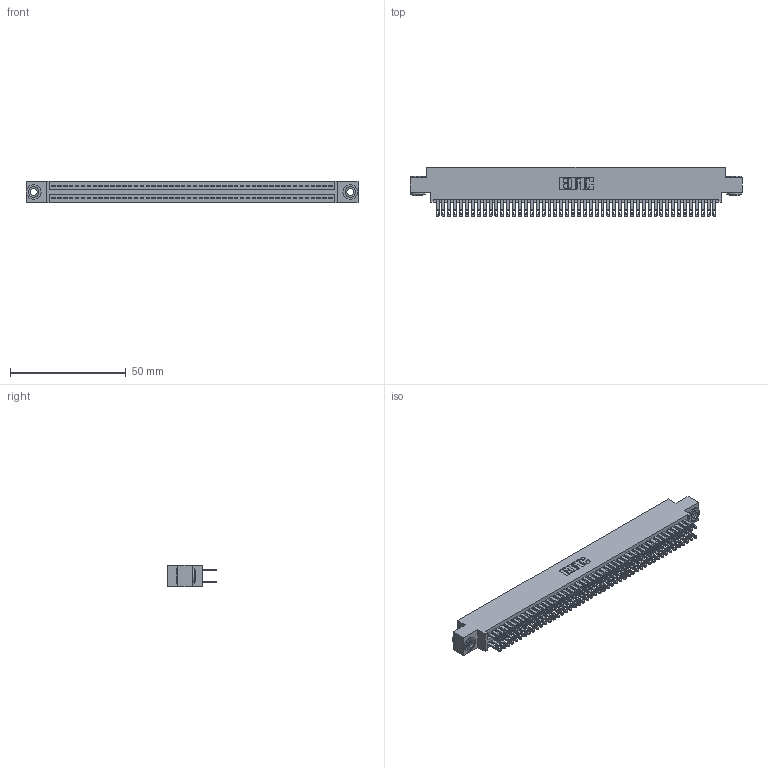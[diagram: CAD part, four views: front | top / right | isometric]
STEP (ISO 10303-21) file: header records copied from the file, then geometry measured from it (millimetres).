
FILE_DESCRIPTION (( 'STEP AP203' ), '1' );
FILE_NAME ('345-096-500-803.STEP', '2019-11-02T06:37:05', ( '' ), ( '' ), 'SwSTEP 2.0', 'SolidWorks 2016', '' );
FILE_SCHEMA (( 'CONFIG_CONTROL_DESIGN' ));
Length unit declared in the file: inch
Products named in the file (4): 345 Part_0.170 Offset - 0.156 Dia-TH; 345-096-500-803; 345-250-002_345-250-002-102; 345-292-001_345-293-100
Assembly tree (99 placements, depth 2):
  345-096-500-803
    345 Part_0.170 Offset - 0.156 Dia-TH
    345-292-001_345-293-100  x96
    345-250-002_345-250-002-102  x2
Bounding box: 143.13 x 21.51 x 9.4 mm (x, y, z)
Volume: 14158.8 mm3; surface area: 22372.7 mm2
Topology: 99 solids, 99 shells, 4584 faces, 13965 edges, 9306 vertices
Faces by surface type: plane 2686, cylinder 1890, cone 8
Entity records: 37566 total; most frequent: CARTESIAN_POINT 6267, ORIENTED_EDGE 6194, DIRECTION 5551, EDGE_CURVE 3097, VECTOR 2745, LINE 2745, VERTEX_POINT 2062, AXIS2_PLACEMENT_3D 1403
